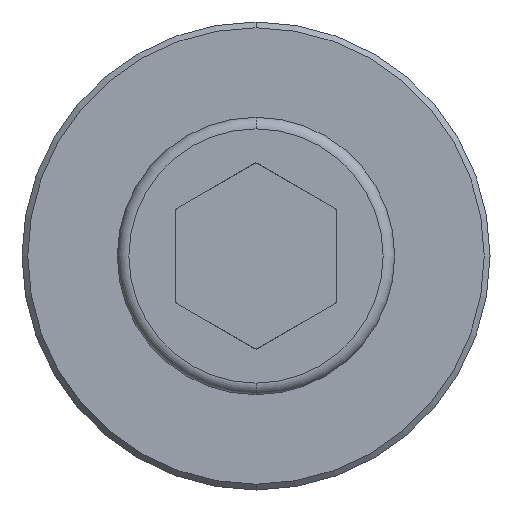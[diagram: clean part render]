
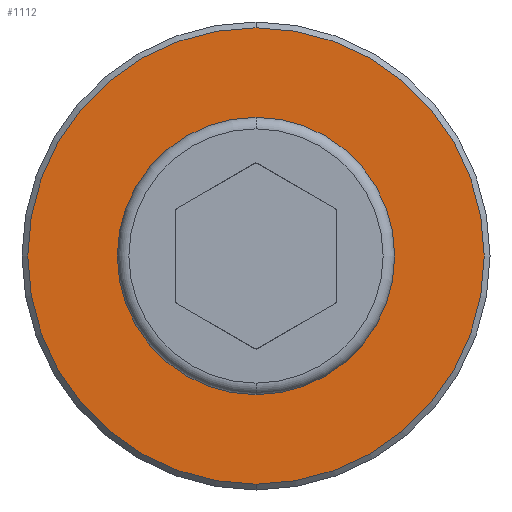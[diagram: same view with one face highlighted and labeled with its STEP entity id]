
A CAD part, front view. The second image highlights one B-rep face of the part: STEP entity #1112.
In plain terms, the highlighted planar face has unit normal (0, -1, 0).
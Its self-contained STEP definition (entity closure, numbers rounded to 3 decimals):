
#60 = CARTESIAN_POINT ( 'NONE',  ( 0., -22., 0. ) ) ;
#69 = EDGE_CURVE ( 'NONE', #1301, #2186, #1977, .T. ) ;
#80 = DIRECTION ( 'NONE',  ( 0., -1., 0. ) ) ;
#85 = DIRECTION ( 'NONE',  ( 1., 0., 0. ) ) ;
#152 = AXIS2_PLACEMENT_3D ( 'NONE', #60, #1363, #1191 ) ;
#228 = EDGE_LOOP ( 'NONE', ( #484, #2324 ) ) ;
#289 = CARTESIAN_POINT ( 'NONE',  ( 0., -22., 12. ) ) ;
#484 = ORIENTED_EDGE ( 'NONE', *, *, #69, .T. ) ;
#512 = DIRECTION ( 'NONE',  ( 1., 0., 0. ) ) ;
#587 = AXIS2_PLACEMENT_3D ( 'NONE', #815, #827, #1548 ) ;
#610 = CARTESIAN_POINT ( 'NONE',  ( 0., -22., -19.75 ) ) ;
#698 = EDGE_CURVE ( 'NONE', #2033, #2365, #1940, .T. ) ;
#815 = CARTESIAN_POINT ( 'NONE',  ( 0., -22., 0. ) ) ;
#827 = DIRECTION ( 'NONE',  ( 0., -1., 0. ) ) ;
#845 = CARTESIAN_POINT ( 'NONE',  ( 0., -22., 19.75 ) ) ;
#865 = CARTESIAN_POINT ( 'NONE',  ( 0., -22., 0. ) ) ;
#907 = AXIS2_PLACEMENT_3D ( 'NONE', #2069, #80, #999 ) ;
#908 = CARTESIAN_POINT ( 'NONE',  ( 0., -22., -12. ) ) ;
#999 = DIRECTION ( 'NONE',  ( 0., 0., 1. ) ) ;
#1112 = ADVANCED_FACE ( 'NONE', ( #1572, #1580 ), #1926, .F. ) ;
#1191 = DIRECTION ( 'NONE',  ( 0., 0., 1. ) ) ;
#1193 = CARTESIAN_POINT ( 'NONE',  ( 0., -22., 0. ) ) ;
#1285 = EDGE_CURVE ( 'NONE', #2186, #1301, #1328, .T. ) ;
#1301 = VERTEX_POINT ( 'NONE', #908 ) ;
#1328 = CIRCLE ( 'NONE', #1368, 12. ) ;
#1363 = DIRECTION ( 'NONE',  ( 0., 1., 0. ) ) ;
#1368 = AXIS2_PLACEMENT_3D ( 'NONE', #865, #2322, #512 ) ;
#1548 = DIRECTION ( 'NONE',  ( 0., 0., 1. ) ) ;
#1553 = DIRECTION ( 'NONE',  ( 0., 1., 0. ) ) ;
#1568 = EDGE_CURVE ( 'NONE', #2365, #2033, #2343, .T. ) ;
#1572 = FACE_OUTER_BOUND ( 'NONE', #2126, .T. ) ;
#1580 = FACE_BOUND ( 'NONE', #228, .T. ) ;
#1816 = ORIENTED_EDGE ( 'NONE', *, *, #1568, .T. ) ;
#1926 = PLANE ( 'NONE',  #152 ) ;
#1940 = CIRCLE ( 'NONE', #907, 19.75 ) ;
#1977 = CIRCLE ( 'NONE', #2317, 12. ) ;
#2033 = VERTEX_POINT ( 'NONE', #845 ) ;
#2069 = CARTESIAN_POINT ( 'NONE',  ( 0., -22., 0. ) ) ;
#2126 = EDGE_LOOP ( 'NONE', ( #2212, #1816 ) ) ;
#2186 = VERTEX_POINT ( 'NONE', #289 ) ;
#2212 = ORIENTED_EDGE ( 'NONE', *, *, #698, .T. ) ;
#2317 = AXIS2_PLACEMENT_3D ( 'NONE', #1193, #1553, #85 ) ;
#2322 = DIRECTION ( 'NONE',  ( 0., 1., 0. ) ) ;
#2324 = ORIENTED_EDGE ( 'NONE', *, *, #1285, .T. ) ;
#2343 = CIRCLE ( 'NONE', #587, 19.75 ) ;
#2365 = VERTEX_POINT ( 'NONE', #610 ) ;
